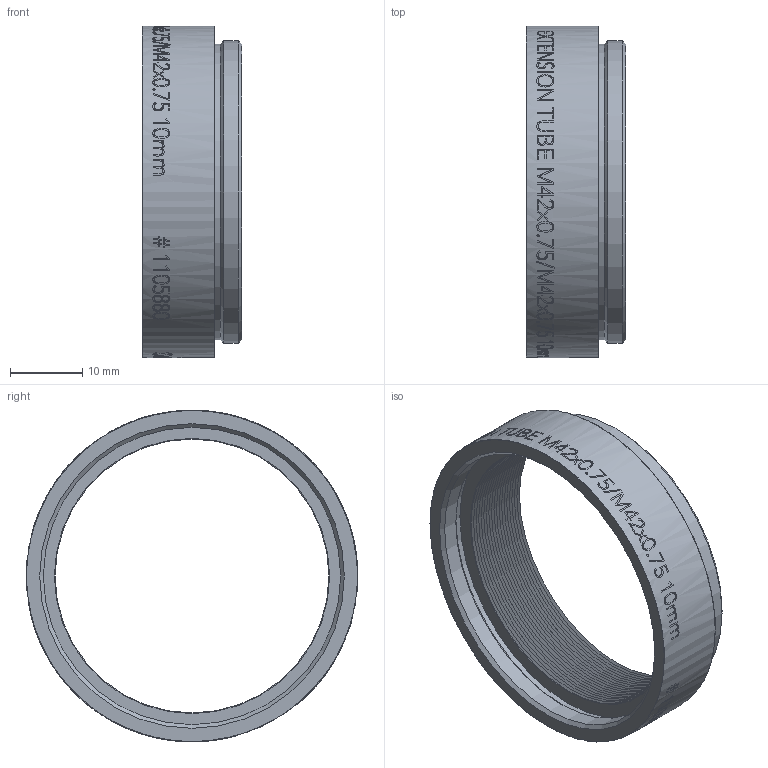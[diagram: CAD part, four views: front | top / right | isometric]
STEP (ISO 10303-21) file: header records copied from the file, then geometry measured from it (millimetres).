
FILE_DESCRIPTION(/* description */ (''),/* implementation_level */ '2;1');
FILE_NAME(/* name */ '1105880_00172020_001.stp',/* time_stamp */ '2022-12-06T10:56:40+01:00',/* author */ (''),/* organization */ (''),/* preprocessor_version */ 'ST-DEVELOPER v16',/* originating_system */ 'SIEMENS PLM Software NX 10.0',/* authorisation */ '');
FILE_SCHEMA (('AP203_CONFIGURATION_CONTROLLED_3D_DESIGN_OF_MECHANICAL_PARTS_AND_ASSEMBLIES_MIM_LF { 1 0 10303 403 2 1 2}'));
Length unit declared in the file: millimetre
Products named in the file (1): Froe3638EF49ghtj
Bounding box: 13.8 x 46 x 46 mm (x, y, z)
Volume: 4999.6 mm3; surface area: 7375.1 mm2
Topology: 1 solids, 2 shells, 136 faces, 602 edges, 552 vertices
Faces by surface type: cylinder 88, cone 44, plane 4
Full cylindrical faces by diameter (mm): 41 x1, 41.25 x1, 42 x1, 42.25 x1, 46 x2
Entity records: 7931 total; most frequent: CARTESIAN_POINT 3691, ORIENTED_EDGE 1098, VERTEX_POINT 550, EDGE_CURVE 550, B_SPLINE_CURVE_WITH_KNOTS 495, DIRECTION 384, EDGE_LOOP 272, FACE_BOUND 207
